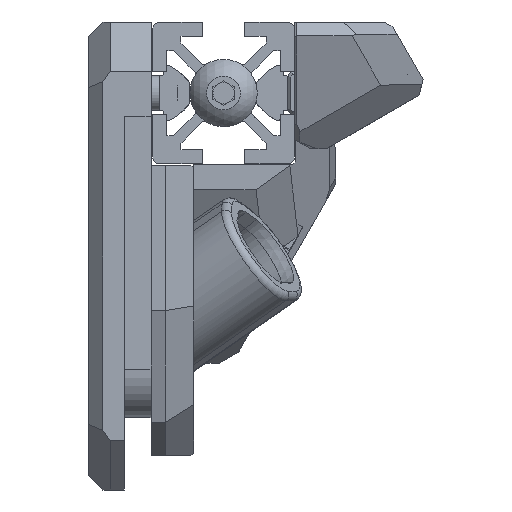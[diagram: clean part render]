
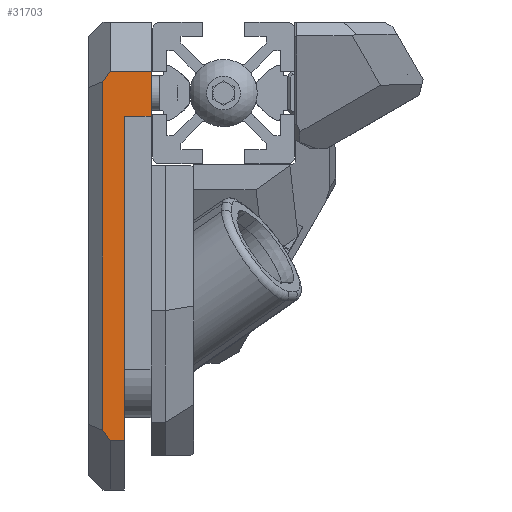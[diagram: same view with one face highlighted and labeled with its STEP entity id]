
A CAD part, left-side view. The second image highlights one B-rep face of the part: STEP entity #31703.
In plain terms, the highlighted planar face has unit normal (-1, 0, 0).
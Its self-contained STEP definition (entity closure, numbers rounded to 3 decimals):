
#1509=PLANE('',#34237);
#3096=FACE_OUTER_BOUND('',#4965,.T.);
#4965=EDGE_LOOP('',(#24662,#24663,#24664,#24665,#24666,#24667,#24668,#24669));
#7134=LINE('',#49173,#10779);
#7140=LINE('',#49183,#10785);
#7143=LINE('',#49190,#10788);
#7367=LINE('',#50589,#11012);
#7374=LINE('',#50603,#11019);
#7382=LINE('',#50621,#11027);
#7441=LINE('',#50783,#11086);
#7442=LINE('',#50784,#11087);
#10779=VECTOR('',#38092,1.);
#10785=VECTOR('',#38100,1.);
#10788=VECTOR('',#38107,1.);
#11012=VECTOR('',#38665,1.);
#11019=VECTOR('',#38674,1.);
#11027=VECTOR('',#38690,1.);
#11086=VECTOR('',#38867,1.);
#11087=VECTOR('',#38868,1.);
#15135=VERTEX_POINT('',#49171);
#15136=VERTEX_POINT('',#49172);
#15139=VERTEX_POINT('',#49181);
#15141=VERTEX_POINT('',#49189);
#15329=VERTEX_POINT('',#50587);
#15330=VERTEX_POINT('',#50588);
#15335=VERTEX_POINT('',#50601);
#15336=VERTEX_POINT('',#50602);
#18381=EDGE_CURVE('',#15135,#15136,#7134,.T.);
#18387=EDGE_CURVE('',#15139,#15135,#7140,.T.);
#18390=EDGE_CURVE('',#15139,#15141,#7143,.T.);
#18705=EDGE_CURVE('',#15329,#15330,#7367,.T.);
#18712=EDGE_CURVE('',#15335,#15336,#7374,.T.);
#18722=EDGE_CURVE('',#15329,#15336,#7382,.T.);
#18802=EDGE_CURVE('',#15330,#15136,#7441,.T.);
#18803=EDGE_CURVE('',#15335,#15141,#7442,.T.);
#24662=ORIENTED_EDGE('',*,*,#18381,.T.);
#24663=ORIENTED_EDGE('',*,*,#18802,.F.);
#24664=ORIENTED_EDGE('',*,*,#18705,.F.);
#24665=ORIENTED_EDGE('',*,*,#18722,.T.);
#24666=ORIENTED_EDGE('',*,*,#18712,.F.);
#24667=ORIENTED_EDGE('',*,*,#18803,.T.);
#24668=ORIENTED_EDGE('',*,*,#18390,.F.);
#24669=ORIENTED_EDGE('',*,*,#18387,.T.);
#31703=ADVANCED_FACE('',(#3096),#1509,.T.);
#34237=AXIS2_PLACEMENT_3D('',#50782,#38865,#38866);
#38092=DIRECTION('',(0.,-0.577,-0.816));
#38100=DIRECTION('',(0.,0.,-1.));
#38107=DIRECTION('',(0.,-0.577,0.816));
#38665=DIRECTION('',(0.,0.,-1.));
#38674=DIRECTION('',(0.,0.,-1.));
#38690=DIRECTION('',(0.,-1.,0.));
#38865=DIRECTION('center_axis',(-1.,0.,0.));
#38866=DIRECTION('ref_axis',(0.,0.,-1.));
#38867=DIRECTION('',(0.,1.,0.));
#38868=DIRECTION('',(0.,1.,0.));
#49171=CARTESIAN_POINT('',(-79.3,3.,-24.586));
#49172=CARTESIAN_POINT('',(-79.3,2.,-26.));
#49173=CARTESIAN_POINT('',(-79.3,16.073,-6.098));
#49181=CARTESIAN_POINT('',(-79.3,3.,24.586));
#49183=CARTESIAN_POINT('',(-79.3,3.,21.757));
#49189=CARTESIAN_POINT('',(-79.3,2.,26.));
#49190=CARTESIAN_POINT('',(-79.3,0.517,28.098));
#50587=CARTESIAN_POINT('',(-79.3,0.,19.7));
#50588=CARTESIAN_POINT('',(-79.3,0.,-26.));
#50589=CARTESIAN_POINT('',(-79.3,0.,33.));
#50601=CARTESIAN_POINT('',(-79.3,-3.8,26.));
#50602=CARTESIAN_POINT('',(-79.3,-3.8,19.7));
#50603=CARTESIAN_POINT('',(-79.3,-3.8,33.));
#50621=CARTESIAN_POINT('',(-79.3,0.,19.7));
#50782=CARTESIAN_POINT('Origin',(-79.3,0.,33.));
#50783=CARTESIAN_POINT('',(-79.3,0.,-26.));
#50784=CARTESIAN_POINT('',(-79.3,-3.8,26.));
